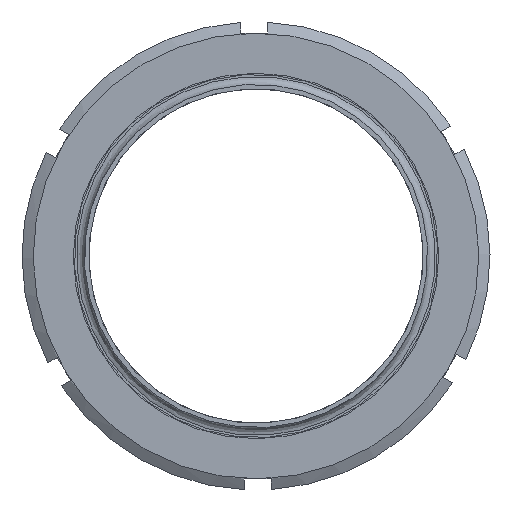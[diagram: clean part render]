
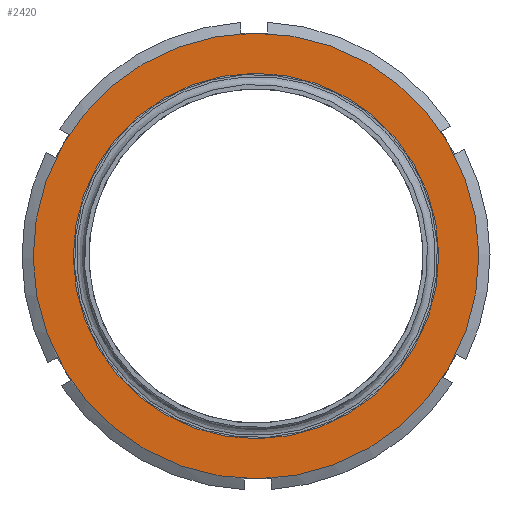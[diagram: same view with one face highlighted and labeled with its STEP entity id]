
A CAD part, left-side view. The second image highlights one B-rep face of the part: STEP entity #2420.
In plain terms, the highlighted face is planar.
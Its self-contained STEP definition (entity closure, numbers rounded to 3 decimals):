
#892=CARTESIAN_POINT('',(0.0,50.,-86.603));
#893=VERTEX_POINT('',#892);
#1066=CARTESIAN_POINT('',(0.0,-50.,-86.603));
#1067=VERTEX_POINT('',#1066);
#1240=CARTESIAN_POINT('',(0.0,-100.0,0.));
#1241=VERTEX_POINT('',#1240);
#1414=CARTESIAN_POINT('',(0.0,-50.,86.603));
#1415=VERTEX_POINT('',#1414);
#1588=CARTESIAN_POINT('',(0.0,50.,86.603));
#1589=VERTEX_POINT('',#1588);
#1965=CARTESIAN_POINT('',(0.0,100.0,0.0));
#1966=VERTEX_POINT('',#1965);
#1967=CARTESIAN_POINT('',(0.0,0.0,0.0));
#1968=DIRECTION('',(1.0,0.0,0.0));
#1969=DIRECTION('',(0.0,1.0,0.0));
#1970=AXIS2_PLACEMENT_3D('',#1967,#1968,#1969);
#1971=CIRCLE('',#1970,100.0);
#1972=EDGE_CURVE('',#1966,#1589,#1971,.T.);
#2013=CARTESIAN_POINT('',(0.0,0.0,0.0));
#2014=DIRECTION('',(1.0,0.0,0.0));
#2015=DIRECTION('',(0.0,1.0,0.0));
#2016=AXIS2_PLACEMENT_3D('',#2013,#2014,#2015);
#2017=CIRCLE('',#2016,100.0);
#2018=EDGE_CURVE('',#1589,#1415,#2017,.T.);
#2033=CARTESIAN_POINT('',(0.0,0.0,0.0));
#2034=DIRECTION('',(1.0,0.0,0.0));
#2035=DIRECTION('',(0.0,1.0,0.0));
#2036=AXIS2_PLACEMENT_3D('',#2033,#2034,#2035);
#2037=CIRCLE('',#2036,100.0);
#2038=EDGE_CURVE('',#1415,#1241,#2037,.T.);
#2053=CARTESIAN_POINT('',(0.0,0.0,0.0));
#2054=DIRECTION('',(1.0,0.0,0.0));
#2055=DIRECTION('',(0.0,1.0,0.0));
#2056=AXIS2_PLACEMENT_3D('',#2053,#2054,#2055);
#2057=CIRCLE('',#2056,100.0);
#2058=EDGE_CURVE('',#1241,#1067,#2057,.T.);
#2073=CARTESIAN_POINT('',(0.0,0.0,0.0));
#2074=DIRECTION('',(1.0,0.0,0.0));
#2075=DIRECTION('',(0.0,1.0,0.0));
#2076=AXIS2_PLACEMENT_3D('',#2073,#2074,#2075);
#2077=CIRCLE('',#2076,100.0);
#2078=EDGE_CURVE('',#1067,#893,#2077,.T.);
#2211=CARTESIAN_POINT('',(0.0,82.,0.0));
#2212=VERTEX_POINT('',#2211);
#2213=CARTESIAN_POINT('',(0.0,0.0,0.0));
#2214=DIRECTION('',(1.0,0.0,0.0));
#2215=DIRECTION('',(0.0,1.0,0.0));
#2216=AXIS2_PLACEMENT_3D('',#2213,#2214,#2215);
#2217=CIRCLE('',#2216,82.);
#2218=EDGE_CURVE('',#2212,#2212,#2217,.T.);
#2393=CARTESIAN_POINT('',(0.0,0.0,0.0));
#2394=DIRECTION('',(1.0,0.0,0.0));
#2395=DIRECTION('',(0.0,1.0,0.0));
#2396=AXIS2_PLACEMENT_3D('',#2393,#2394,#2395);
#2397=CIRCLE('',#2396,100.0);
#2398=EDGE_CURVE('',#893,#1966,#2397,.T.);
#2404=CARTESIAN_POINT('',(0.0,91.,0.0));
#2405=DIRECTION('',(1.0,0.0,0.0));
#2406=DIRECTION('',(0.0,0.0,-1.0));
#2407=AXIS2_PLACEMENT_3D('',#2404,#2405,#2406);
#2408=PLANE('',#2407);
#2409=ORIENTED_EDGE('',*,*,#1972,.T.);
#2410=ORIENTED_EDGE('',*,*,#2018,.T.);
#2411=ORIENTED_EDGE('',*,*,#2038,.T.);
#2412=ORIENTED_EDGE('',*,*,#2058,.T.);
#2413=ORIENTED_EDGE('',*,*,#2078,.T.);
#2414=ORIENTED_EDGE('',*,*,#2398,.T.);
#2415=EDGE_LOOP('',(#2409,#2410,#2411,#2412,#2413,#2414));
#2416=FACE_OUTER_BOUND('',#2415,.T.);
#2417=ORIENTED_EDGE('',*,*,#2218,.F.);
#2418=EDGE_LOOP('',(#2417));
#2419=FACE_BOUND('',#2418,.T.);
#2420=ADVANCED_FACE('',(#2416,#2419),#2408,.T.);
